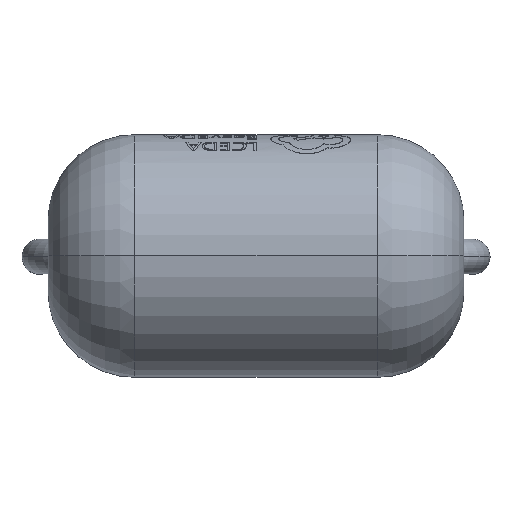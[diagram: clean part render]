
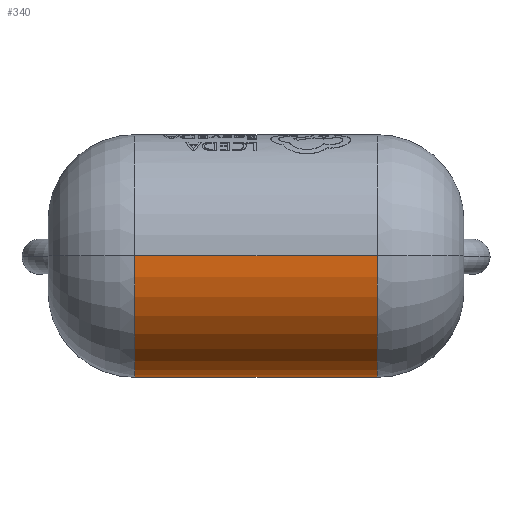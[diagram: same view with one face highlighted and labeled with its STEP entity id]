
A CAD part, top view. The second image highlights one B-rep face of the part: STEP entity #340.
In plain terms, the highlighted cylindrical face has radius 1.4 mm (diameter 2.8 mm), a partial arc.
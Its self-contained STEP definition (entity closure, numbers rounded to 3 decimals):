
#340 = ADVANCED_FACE ( 'NONE', ( #7837 ), #12358, .T. ) ;
#654 = VERTEX_POINT ( 'NONE', #12708 ) ;
#997 = DIRECTION ( 'NONE',  ( 0., 0., -1. ) ) ;
#1249 = VECTOR ( 'NONE', #7284, 1000. ) ;
#1443 = DIRECTION ( 'NONE',  ( 0., 0., -1. ) ) ;
#2059 = CIRCLE ( 'NONE', #5394, 1.4 ) ;
#2229 = AXIS2_PLACEMENT_3D ( 'NONE', #3838, #14135, #1443 ) ;
#2297 = VERTEX_POINT ( 'NONE', #12103 ) ;
#3127 = DIRECTION ( 'NONE',  ( 1., 0., 0. ) ) ;
#3465 = EDGE_CURVE ( 'NONE', #654, #8683, #3699, .T. ) ;
#3699 = LINE ( 'NONE', #8255, #1249 ) ;
#3838 = CARTESIAN_POINT ( 'NONE',  ( 0., 0., 4.1 ) ) ;
#4217 = EDGE_CURVE ( 'NONE', #2297, #7064, #7068, .T. ) ;
#4296 = DIRECTION ( 'NONE',  ( 0., 0., 1. ) ) ;
#4616 = AXIS2_PLACEMENT_3D ( 'NONE', #5428, #14530, #4296 ) ;
#5394 = AXIS2_PLACEMENT_3D ( 'NONE', #11208, #3127, #997 ) ;
#5428 = CARTESIAN_POINT ( 'NONE',  ( 1.4, 0., 4.1 ) ) ;
#5982 = EDGE_CURVE ( 'NONE', #654, #2297, #7009, .T. ) ;
#6998 = EDGE_CURVE ( 'NONE', #7064, #8683, #2059, .T. ) ;
#7009 = CIRCLE ( 'NONE', #4616, 1.4 ) ;
#7064 = VERTEX_POINT ( 'NONE', #9962 ) ;
#7068 = LINE ( 'NONE', #10198, #12715 ) ;
#7284 = DIRECTION ( 'NONE',  ( -1., 0., 0. ) ) ;
#7621 = ORIENTED_EDGE ( 'NONE', *, *, #6998, .T. ) ;
#7837 = FACE_OUTER_BOUND ( 'NONE', #11407, .T. ) ;
#8255 = CARTESIAN_POINT ( 'NONE',  ( -2.4, -1.4, 4.1 ) ) ;
#8683 = VERTEX_POINT ( 'NONE', #11044 ) ;
#9962 = CARTESIAN_POINT ( 'NONE',  ( -1.4, 0., 5.5 ) ) ;
#10198 = CARTESIAN_POINT ( 'NONE',  ( 0., 0., 5.5 ) ) ;
#10335 = DIRECTION ( 'NONE',  ( -1., 0., 0. ) ) ;
#11044 = CARTESIAN_POINT ( 'NONE',  ( -1.4, -1.4, 4.1 ) ) ;
#11102 = ORIENTED_EDGE ( 'NONE', *, *, #5982, .T. ) ;
#11208 = CARTESIAN_POINT ( 'NONE',  ( -1.4, 0., 4.1 ) ) ;
#11407 = EDGE_LOOP ( 'NONE', ( #14201, #7621, #12738, #11102 ) ) ;
#12103 = CARTESIAN_POINT ( 'NONE',  ( 1.4, 0., 5.5 ) ) ;
#12358 = CYLINDRICAL_SURFACE ( 'NONE', #2229, 1.4 ) ;
#12708 = CARTESIAN_POINT ( 'NONE',  ( 1.4, -1.4, 4.1 ) ) ;
#12715 = VECTOR ( 'NONE', #10335, 1000. ) ;
#12738 = ORIENTED_EDGE ( 'NONE', *, *, #3465, .F. ) ;
#14135 = DIRECTION ( 'NONE',  ( 1., 0., 0. ) ) ;
#14201 = ORIENTED_EDGE ( 'NONE', *, *, #4217, .T. ) ;
#14530 = DIRECTION ( 'NONE',  ( -1., 0., 0. ) ) ;
